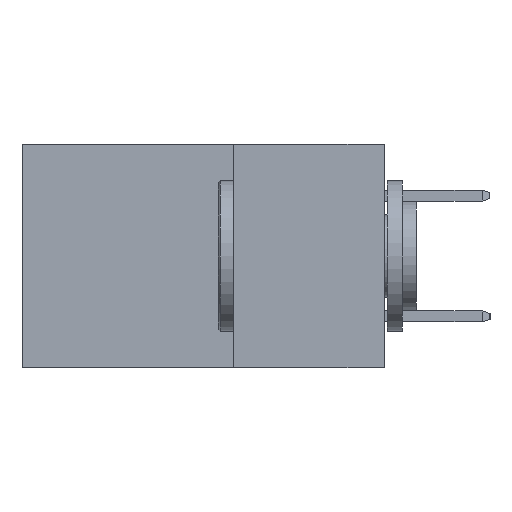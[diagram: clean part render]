
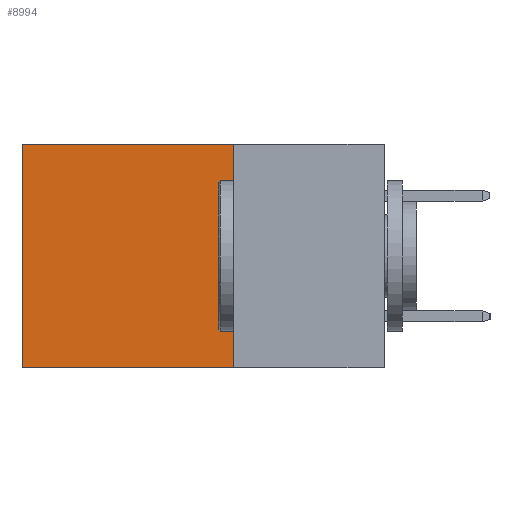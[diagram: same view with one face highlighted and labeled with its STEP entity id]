
A CAD part, left-side view. The second image highlights one B-rep face of the part: STEP entity #8994.
In plain terms, the highlighted planar face has unit normal (-1, 0, 0).
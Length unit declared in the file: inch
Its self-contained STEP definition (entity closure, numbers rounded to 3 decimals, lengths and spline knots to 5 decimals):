
#755 = LINE ( 'NONE', #8692, #6519 ) ;
#1060 = AXIS2_PLACEMENT_3D ( 'NONE', #4230, #5123, #11075 ) ;
#2822 = CARTESIAN_POINT ( 'NONE',  ( 0.2615, 0.25, -0.37 ) ) ;
#2838 = DIRECTION ( 'NONE',  ( 0., 0., -1. ) ) ;
#3132 = VERTEX_POINT ( 'NONE', #3878 ) ;
#3310 = DIRECTION ( 'NONE',  ( 0., 1., 0. ) ) ;
#3456 = VECTOR ( 'NONE', #2838, 39.37008 ) ;
#3616 = EDGE_CURVE ( 'NONE', #7487, #3985, #6082, .T. ) ;
#3878 = CARTESIAN_POINT ( 'NONE',  ( 0.2615, 0.6, -0.37 ) ) ;
#3985 = VERTEX_POINT ( 'NONE', #8160 ) ;
#3995 = EDGE_LOOP ( 'NONE', ( #10344, #4537, #9584, #9720 ) ) ;
#4230 = CARTESIAN_POINT ( 'NONE',  ( 0.2615, 0.25, -0.37 ) ) ;
#4393 = VECTOR ( 'NONE', #8697, 39.37008 ) ;
#4468 = CARTESIAN_POINT ( 'NONE',  ( 0.2615, 0.25, 0. ) ) ;
#4537 = ORIENTED_EDGE ( 'NONE', *, *, #10365, .F. ) ;
#5123 = DIRECTION ( 'NONE',  ( 1., 0., 0. ) ) ;
#5520 = LINE ( 'NONE', #11053, #7854 ) ;
#6082 = LINE ( 'NONE', #2822, #3456 ) ;
#6519 = VECTOR ( 'NONE', #9533, 39.37008 ) ;
#6584 = VERTEX_POINT ( 'NONE', #8555 ) ;
#7381 = EDGE_CURVE ( 'NONE', #6584, #3132, #755, .T. ) ;
#7487 = VERTEX_POINT ( 'NONE', #4468 ) ;
#7854 = VECTOR ( 'NONE', #3310, 39.37008 ) ;
#8160 = CARTESIAN_POINT ( 'NONE',  ( 0.2615, 0.25, -0.37 ) ) ;
#8555 = CARTESIAN_POINT ( 'NONE',  ( 0.2615, 0.6, 0. ) ) ;
#8692 = CARTESIAN_POINT ( 'NONE',  ( 0.2615, 0.6, -0.37 ) ) ;
#8697 = DIRECTION ( 'NONE',  ( 0., 1., 0. ) ) ;
#8994 = ADVANCED_FACE ( 'NONE', ( #10590 ), #9459, .F. ) ;
#9459 = PLANE ( 'NONE',  #1060 ) ;
#9533 = DIRECTION ( 'NONE',  ( 0., 0., -1. ) ) ;
#9538 = CARTESIAN_POINT ( 'NONE',  ( 0.2615, 0.25, -0.37 ) ) ;
#9584 = ORIENTED_EDGE ( 'NONE', *, *, #3616, .F. ) ;
#9720 = ORIENTED_EDGE ( 'NONE', *, *, #10283, .T. ) ;
#10283 = EDGE_CURVE ( 'NONE', #7487, #6584, #5520, .T. ) ;
#10344 = ORIENTED_EDGE ( 'NONE', *, *, #7381, .T. ) ;
#10365 = EDGE_CURVE ( 'NONE', #3985, #3132, #11198, .T. ) ;
#10590 = FACE_OUTER_BOUND ( 'NONE', #3995, .T. ) ;
#11053 = CARTESIAN_POINT ( 'NONE',  ( 0.2615, 0.25, 0. ) ) ;
#11075 = DIRECTION ( 'NONE',  ( 0., 0., -1. ) ) ;
#11198 = LINE ( 'NONE', #9538, #4393 ) ;
